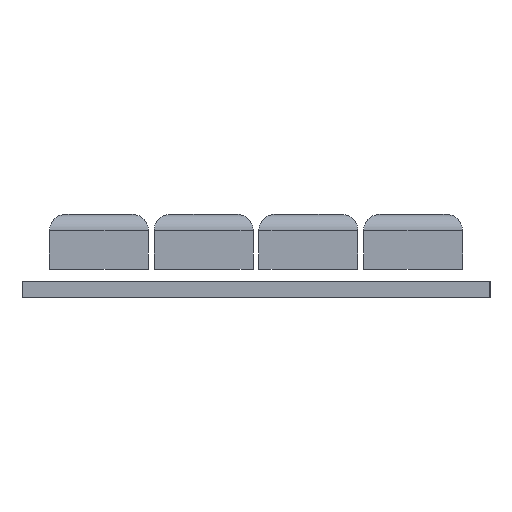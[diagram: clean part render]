
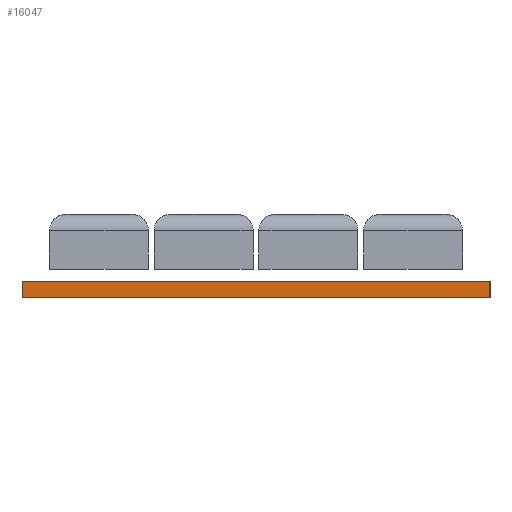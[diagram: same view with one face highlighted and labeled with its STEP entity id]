
A CAD part, left-side view. The second image highlights one B-rep face of the part: STEP entity #16047.
In plain terms, the highlighted planar face has unit normal (-1, 0, 0).
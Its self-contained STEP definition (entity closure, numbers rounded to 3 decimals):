
#1017=PLANE('',#17248);
#1947=FACE_OUTER_BOUND('',#2929,.T.);
#2929=EDGE_LOOP('',(#14507,#14508,#14509,#14510));
#5159=LINE('',#25905,#7099);
#5160=LINE('',#25907,#7100);
#5161=LINE('',#25909,#7101);
#5162=LINE('',#25910,#7102);
#7099=VECTOR('',#21454,10.);
#7100=VECTOR('',#21455,10.);
#7101=VECTOR('',#21456,10.);
#7102=VECTOR('',#21457,10.);
#8471=VERTEX_POINT('',#25903);
#8472=VERTEX_POINT('',#25904);
#8473=VERTEX_POINT('',#25906);
#8474=VERTEX_POINT('',#25908);
#10615=EDGE_CURVE('',#8471,#8472,#5159,.T.);
#10616=EDGE_CURVE('',#8471,#8473,#5160,.T.);
#10617=EDGE_CURVE('',#8474,#8473,#5161,.T.);
#10618=EDGE_CURVE('',#8472,#8474,#5162,.T.);
#14507=ORIENTED_EDGE('',*,*,#10615,.F.);
#14508=ORIENTED_EDGE('',*,*,#10616,.T.);
#14509=ORIENTED_EDGE('',*,*,#10617,.F.);
#14510=ORIENTED_EDGE('',*,*,#10618,.F.);
#16047=ADVANCED_FACE('',(#1947),#1017,.T.);
#17248=AXIS2_PLACEMENT_3D('',#25902,#21452,#21453);
#21452=DIRECTION('center_axis',(-1.,0.,0.));
#21453=DIRECTION('ref_axis',(0.,-1.,0.));
#21454=DIRECTION('',(0.,1.,0.));
#21455=DIRECTION('',(0.,0.,1.));
#21456=DIRECTION('',(0.,-1.,0.));
#21457=DIRECTION('',(0.,0.,1.));
#25902=CARTESIAN_POINT('Origin',(-118.775,42.575,0.));
#25903=CARTESIAN_POINT('',(-118.775,-42.575,0.));
#25904=CARTESIAN_POINT('',(-118.775,42.575,0.));
#25905=CARTESIAN_POINT('',(-118.775,-42.575,0.));
#25906=CARTESIAN_POINT('',(-118.775,-42.575,3.));
#25907=CARTESIAN_POINT('',(-118.775,-42.575,0.));
#25908=CARTESIAN_POINT('',(-118.775,42.575,3.));
#25909=CARTESIAN_POINT('',(-118.775,-42.575,3.));
#25910=CARTESIAN_POINT('',(-118.775,42.575,0.));
